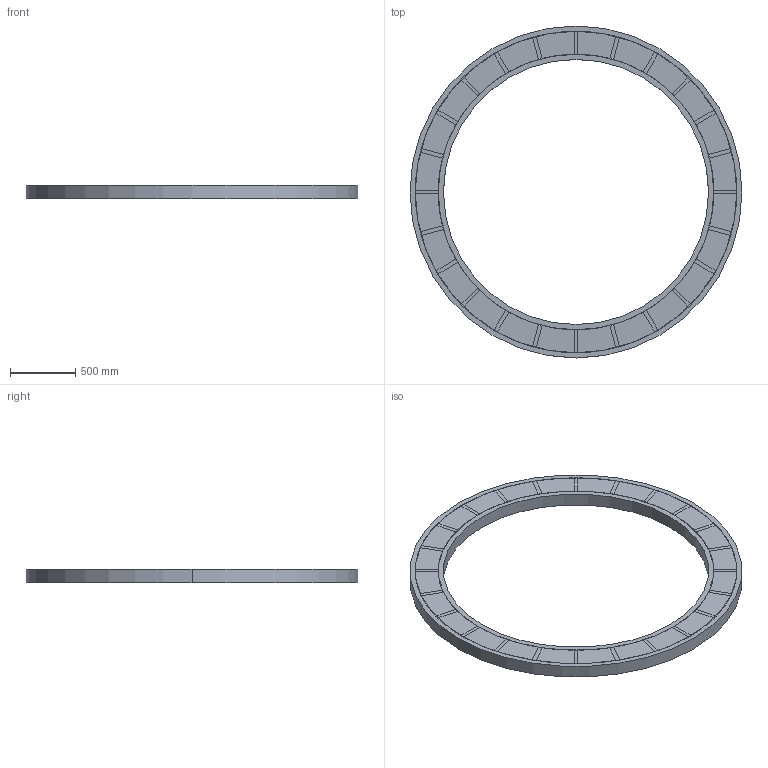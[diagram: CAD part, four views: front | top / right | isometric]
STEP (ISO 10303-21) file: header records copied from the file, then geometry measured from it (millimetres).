
FILE_DESCRIPTION(('STEP AP214'),'1');
FILE_NAME('tester.stp','2023-09-05T14:43:17',('Cubit 2023.8'),(' '),'Spatial InterOp 3D',' ',' ');
FILE_SCHEMA(('AUTOMOTIVE_DESIGN { 1 0 10303 214 1 1 1 1 }'));
Length unit declared in the file: millimetre
Products named in the file (50): vv_ring_out_m41_; vv_ring_in_m41_; vv_shield0_m42_; vv_arm0_m41_; vv_shield1_m42_; vv_arm1_m41_; vv_shield2_m42_; vv_arm2_m41_; vv_shield3_m42_; vv_arm3_m41_; vv_shield4_m42_; vv_arm4_m41_; vv_shield5_m42_; vv_arm5_m41_; vv_shield6_m42_; vv_arm6_m41_; vv_shield7_m42_; vv_arm7_m41_; vv_shield8_m42_; vv_arm8_m41_; vv_shield9_m42_; vv_arm9_m41_; vv_shield10_m42_; vv_arm10_m41_; vv_shield11_m42_; vv_arm11_m41_; vv_shield12_m42_; vv_arm12_m41_; vv_shield13_m42_; vv_arm13_m41_; vv_shield14_m42_; vv_arm14_m41_; vv_shield15_m42_; vv_arm15_m41_; vv_shield16_m42_; vv_arm16_m41_; vv_shield17_m42_; vv_arm17_m41_; vv_shield18_m42_; vv_arm18_m41_ ...
Bounding box: 2540 x 2540 x 100 mm (x, y, z)
Volume: 183690179.1 mm3; surface area: 9668788.8 mm2
Topology: 50 solids, 50 shells, 300 faces, 600 edges, 400 vertices
Faces by surface type: plane 196, cylinder 104
Entity records: 8570 total; most frequent: DIRECTION 1508, CARTESIAN_POINT 1350, ORIENTED_EDGE 1200, EDGE_CURVE 600, AXIS2_PLACEMENT_3D 558, VERTEX_POINT 400, LINE 392, VECTOR 392
